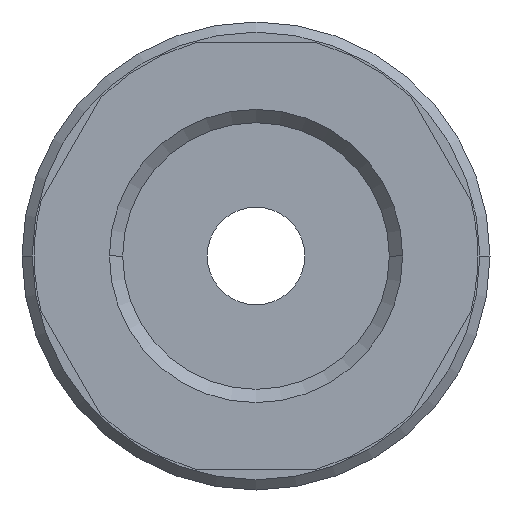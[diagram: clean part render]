
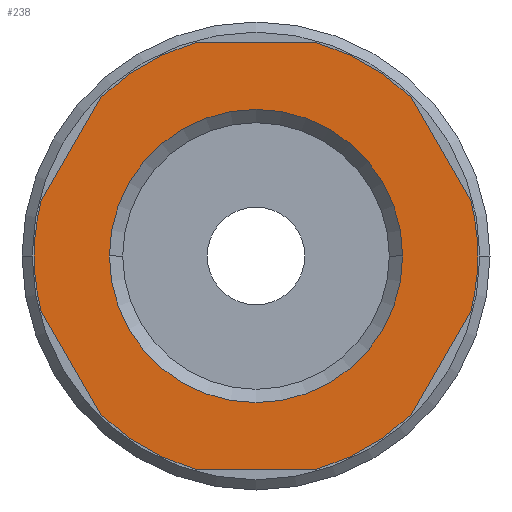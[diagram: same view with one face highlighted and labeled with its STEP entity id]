
A CAD part, front view. The second image highlights one B-rep face of the part: STEP entity #238.
In plain terms, the highlighted planar face has unit normal (0, -1, 0).
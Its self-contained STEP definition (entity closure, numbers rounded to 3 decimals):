
#238=ADVANCED_FACE('',(#529,#530),#531,.T.);
#529=FACE_BOUND('',#868,.T.);
#530=FACE_OUTER_BOUND('',#869,.T.);
#531=PLANE('',#870);
#868=EDGE_LOOP('',(#1485,#1486));
#869=EDGE_LOOP('',(#1487,#1488,#1489,#1490,#1491,#1492,#1493,#1494,#1495,#1496,#1497,#1498,#1499,#1500));
#870=AXIS2_PLACEMENT_3D('',#1501,#1502,#1503);
#1485=ORIENTED_EDGE('',*,*,#2077,.T.);
#1486=ORIENTED_EDGE('',*,*,#1932,.T.);
#1487=ORIENTED_EDGE('',*,*,#1967,.T.);
#1488=ORIENTED_EDGE('',*,*,#2111,.F.);
#1489=ORIENTED_EDGE('',*,*,#1916,.T.);
#1490=ORIENTED_EDGE('',*,*,#2140,.F.);
#1491=ORIENTED_EDGE('',*,*,#1962,.T.);
#1492=ORIENTED_EDGE('',*,*,#2141,.F.);
#1493=ORIENTED_EDGE('',*,*,#2117,.F.);
#1494=ORIENTED_EDGE('',*,*,#2142,.T.);
#1495=ORIENTED_EDGE('',*,*,#2143,.F.);
#1496=ORIENTED_EDGE('',*,*,#2144,.T.);
#1497=ORIENTED_EDGE('',*,*,#2145,.F.);
#1498=ORIENTED_EDGE('',*,*,#2146,.T.);
#1499=ORIENTED_EDGE('',*,*,#2070,.F.);
#1500=ORIENTED_EDGE('',*,*,#2147,.F.);
#1501=CARTESIAN_POINT('',(5.45,0.0,0.0));
#1502=DIRECTION('',(-0.0,-1.0,-0.0));
#1503=DIRECTION('',(-1.0,0.0,0.0));
#1916=EDGE_CURVE('',#2255,#2252,#2256,.T.);
#1932=EDGE_CURVE('',#2279,#2281,#2283,.T.);
#1962=EDGE_CURVE('',#2334,#2331,#2335,.T.);
#1967=EDGE_CURVE('',#2343,#2340,#2344,.T.);
#2070=EDGE_CURVE('',#2503,#2505,#2506,.T.);
#2077=EDGE_CURVE('',#2281,#2279,#2515,.T.);
#2111=EDGE_CURVE('',#2255,#2340,#2555,.T.);
#2117=EDGE_CURVE('',#2561,#2559,#2563,.T.);
#2140=EDGE_CURVE('',#2334,#2252,#2594,.T.);
#2141=EDGE_CURVE('',#2559,#2331,#2595,.T.);
#2142=EDGE_CURVE('',#2561,#2596,#2597,.T.);
#2143=EDGE_CURVE('',#2598,#2596,#2599,.T.);
#2144=EDGE_CURVE('',#2598,#2600,#2601,.T.);
#2145=EDGE_CURVE('',#2602,#2600,#2603,.T.);
#2146=EDGE_CURVE('',#2602,#2505,#2604,.T.);
#2147=EDGE_CURVE('',#2343,#2503,#2605,.T.);
#2252=VERTEX_POINT('',#2734);
#2255=VERTEX_POINT('',#2738);
#2256=LINE('',#2739,#2740);
#2279=VERTEX_POINT('',#2769);
#2281=VERTEX_POINT('',#2772);
#2283=CIRCLE('',#2775,7.205);
#2331=VERTEX_POINT('',#2849);
#2334=VERTEX_POINT('',#2853);
#2335=LINE('',#2854,#2855);
#2340=VERTEX_POINT('',#2862);
#2343=VERTEX_POINT('',#2866);
#2344=LINE('',#2867,#2868);
#2503=VERTEX_POINT('',#3194);
#2505=VERTEX_POINT('',#3197);
#2506=CIRCLE('',#3198,10.9);
#2515=CIRCLE('',#3210,7.205);
#2555=CIRCLE('',#3304,10.9);
#2559=VERTEX_POINT('',#3319);
#2561=VERTEX_POINT('',#3322);
#2563=CIRCLE('',#3325,10.9);
#2594=CIRCLE('',#3373,10.9);
#2595=CIRCLE('',#3374,10.9);
#2596=VERTEX_POINT('',#3375);
#2597=LINE('',#3376,#3377);
#2598=VERTEX_POINT('',#3378);
#2599=CIRCLE('',#3379,10.9);
#2600=VERTEX_POINT('',#3380);
#2601=LINE('',#3381,#3382);
#2602=VERTEX_POINT('',#3383);
#2603=CIRCLE('',#3384,10.9);
#2604=LINE('',#3385,#3386);
#2605=CIRCLE('',#3387,10.9);
#2734=CARTESIAN_POINT('',(2.926,0.0,-10.5));
#2738=CARTESIAN_POINT('',(-2.926,0.0,-10.5));
#2739=CARTESIAN_POINT('',(2.725,0.0,-10.5));
#2740=VECTOR('',#3545,1.0);
#2769=CARTESIAN_POINT('',(7.205,0.0,0.));
#2772=CARTESIAN_POINT('',(-7.205,0.0,0.));
#2775=AXIS2_PLACEMENT_3D('',#3566,#3567,#3568);
#2849=CARTESIAN_POINT('',(10.556,0.0,-2.716));
#2853=CARTESIAN_POINT('',(7.63,0.0,-7.784));
#2854=CARTESIAN_POINT('',(9.775,0.0,-4.07));
#2855=VECTOR('',#3622,1.0);
#2862=CARTESIAN_POINT('',(-7.63,0.0,-7.784));
#2866=CARTESIAN_POINT('',(-10.556,0.0,-2.716));
#2867=CARTESIAN_POINT('',(-8.412,0.0,-6.43));
#2868=VECTOR('',#3626,1.0);
#3194=CARTESIAN_POINT('',(-10.9,0.0,0.));
#3197=CARTESIAN_POINT('',(-10.556,0.0,2.716));
#3198=AXIS2_PLACEMENT_3D('',#3781,#3782,#3783);
#3210=AXIS2_PLACEMENT_3D('',#3790,#3791,#3792);
#3304=AXIS2_PLACEMENT_3D('',#3830,#3831,#3832);
#3319=CARTESIAN_POINT('',(10.9,0.0,0.));
#3322=CARTESIAN_POINT('',(10.556,0.0,2.716));
#3325=AXIS2_PLACEMENT_3D('',#3835,#3836,#3837);
#3373=AXIS2_PLACEMENT_3D('',#3865,#3866,#3867);
#3374=AXIS2_PLACEMENT_3D('',#3868,#3869,#3870);
#3375=CARTESIAN_POINT('',(7.63,0.0,7.784));
#3376=CARTESIAN_POINT('',(9.775,0.0,4.07));
#3377=VECTOR('',#3871,1.0);
#3378=CARTESIAN_POINT('',(2.926,0.0,10.5));
#3379=AXIS2_PLACEMENT_3D('',#3872,#3873,#3874);
#3380=CARTESIAN_POINT('',(-2.926,0.0,10.5));
#3381=CARTESIAN_POINT('',(2.725,0.0,10.5));
#3382=VECTOR('',#3875,1.0);
#3383=CARTESIAN_POINT('',(-7.63,0.0,7.784));
#3384=AXIS2_PLACEMENT_3D('',#3876,#3877,#3878);
#3385=CARTESIAN_POINT('',(-8.412,0.0,6.43));
#3386=VECTOR('',#3879,1.0);
#3387=AXIS2_PLACEMENT_3D('',#3880,#3881,#3882);
#3545=DIRECTION('',(1.0,-0.0,0.0));
#3566=CARTESIAN_POINT('',(0.0,0.0,0.0));
#3567=DIRECTION('',(-0.0,1.0,0.0));
#3568=DIRECTION('',(1.0,0.0,0.0));
#3622=DIRECTION('',(0.5,-0.0,0.866));
#3626=DIRECTION('',(0.5,0.0,-0.866));
#3781=CARTESIAN_POINT('',(0.0,0.0,0.0));
#3782=DIRECTION('',(-0.0,1.0,0.0));
#3783=DIRECTION('',(1.0,0.0,0.0));
#3790=CARTESIAN_POINT('',(0.0,0.0,0.0));
#3791=DIRECTION('',(-0.0,1.0,0.0));
#3792=DIRECTION('',(1.0,0.0,0.0));
#3830=CARTESIAN_POINT('',(0.0,0.0,0.0));
#3831=DIRECTION('',(-0.0,1.0,0.0));
#3832=DIRECTION('',(1.0,0.0,0.0));
#3835=CARTESIAN_POINT('',(0.0,0.0,0.0));
#3836=DIRECTION('',(-0.0,1.0,0.0));
#3837=DIRECTION('',(1.0,0.0,0.0));
#3865=CARTESIAN_POINT('',(0.0,0.0,0.0));
#3866=DIRECTION('',(-0.0,1.0,0.0));
#3867=DIRECTION('',(1.0,0.0,0.0));
#3868=CARTESIAN_POINT('',(0.0,0.0,0.0));
#3869=DIRECTION('',(-0.0,1.0,0.0));
#3870=DIRECTION('',(1.0,0.0,0.0));
#3871=DIRECTION('',(-0.5,0.0,0.866));
#3872=CARTESIAN_POINT('',(0.0,0.0,0.0));
#3873=DIRECTION('',(-0.0,1.0,0.0));
#3874=DIRECTION('',(1.0,0.0,0.0));
#3875=DIRECTION('',(-1.0,0.0,0.));
#3876=CARTESIAN_POINT('',(0.0,0.0,0.0));
#3877=DIRECTION('',(-0.0,1.0,0.0));
#3878=DIRECTION('',(1.0,0.0,0.0));
#3879=DIRECTION('',(-0.5,0.0,-0.866));
#3880=CARTESIAN_POINT('',(0.0,0.0,0.0));
#3881=DIRECTION('',(-0.0,1.0,0.0));
#3882=DIRECTION('',(1.0,0.0,0.0));
